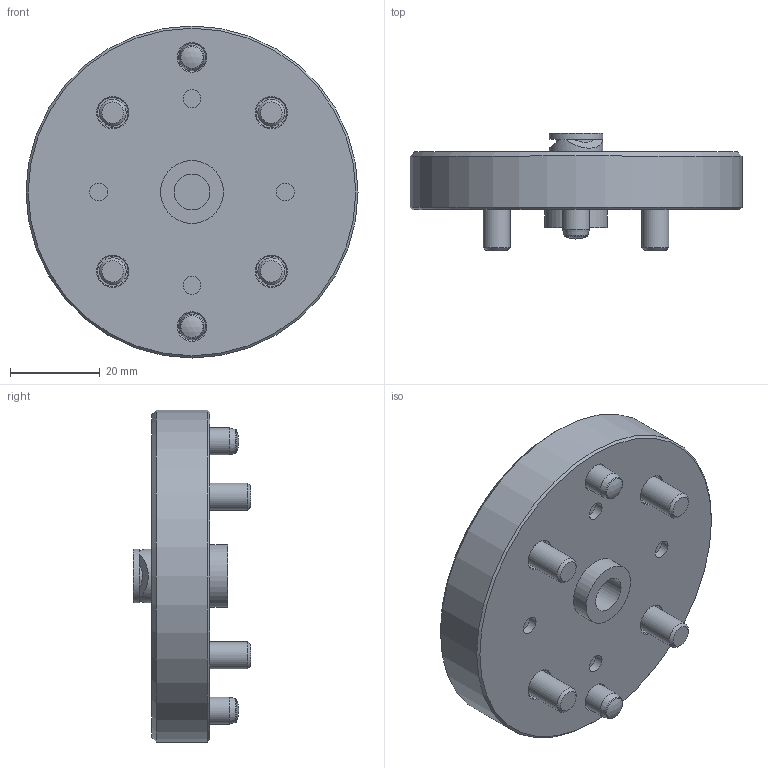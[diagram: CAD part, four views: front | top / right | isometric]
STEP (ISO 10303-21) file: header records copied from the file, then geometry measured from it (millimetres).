
FILE_DESCRIPTION (( 'STEP AP214' ), '1' );
FILE_NAME ('STARK_703 011_B.STEP', '2019-03-20T07:01:38', ( '' ), ( '' ), 'SwSTEP 2.0', 'SolidWorks 2017', '' );
FILE_SCHEMA (( 'AUTOMOTIVE_DESIGN' ));
Length unit declared in the file: millimetre
Products named in the file (1): STARK_703 011_B
Bounding box: 74 x 26.1 x 74 mm (x, y, z)
Volume: 57081.2 mm3; surface area: 13866 mm2
Topology: 1 solids, 1 shells, 294 faces, 725 edges, 480 vertices
Faces by surface type: plane 163, cylinder 97, cone 18, torus 14, sphere 2
Full cylindrical faces by diameter (mm): 4 x4, 5.75 x4, 6 x6, 6.8 x4, 7 x8, 8 x1, 12 x1, 14 x1, 74 x1
Entity records: 10440 total; most frequent: DIRECTION 1448, CARTESIAN_POINT 1407, ORIENTED_EDGE 1276, EDGE_CURVE 638, AXIS2_PLACEMENT_3D 521, VERTEX_POINT 456, LINE 406, VECTOR 406
